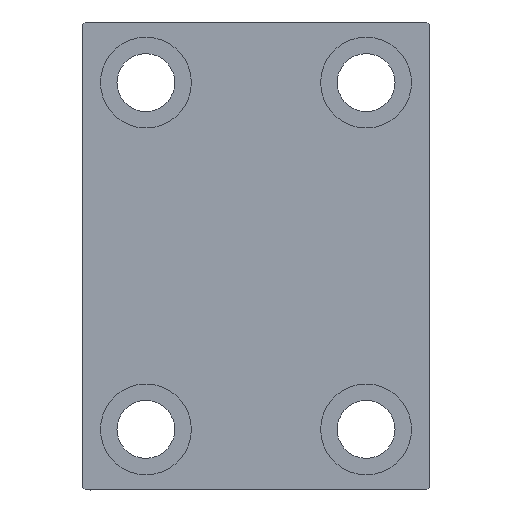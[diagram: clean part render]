
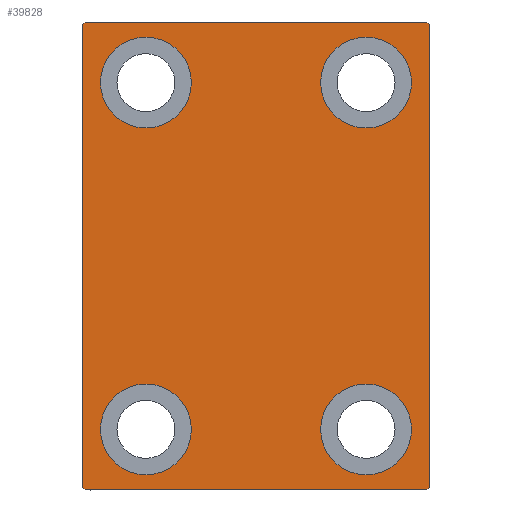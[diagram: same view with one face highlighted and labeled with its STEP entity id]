
A CAD part, left-side view. The second image highlights one B-rep face of the part: STEP entity #39828.
In plain terms, the highlighted face is planar.
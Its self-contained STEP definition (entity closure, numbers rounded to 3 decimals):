
#61 = EDGE_CURVE ( 'NONE', #42008, #33316, #26819, .T. ) ;
#512 = DIRECTION ( 'NONE',  ( 1., 0., 0. ) ) ;
#822 = DIRECTION ( 'NONE',  ( 0., 0., 1. ) ) ;
#1072 = DIRECTION ( 'NONE',  ( 0., -1., 0. ) ) ;
#1088 = ORIENTED_EDGE ( 'NONE', *, *, #44089, .T. ) ;
#1101 = VECTOR ( 'NONE', #1072, 1000. ) ;
#1514 = CARTESIAN_POINT ( 'NONE',  ( 88., 20., -31.5 ) ) ;
#1522 = CIRCLE ( 'NONE', #13049, 8.25 ) ;
#2050 = ORIENTED_EDGE ( 'NONE', *, *, #21975, .T. ) ;
#2668 = CARTESIAN_POINT ( 'NONE',  ( 88., -31.5, -42.5 ) ) ;
#3692 = PLANE ( 'NONE',  #39471 ) ;
#3900 = ORIENTED_EDGE ( 'NONE', *, *, #31346, .T. ) ;
#4620 = CIRCLE ( 'NONE', #18991, 8.25 ) ;
#4713 = CARTESIAN_POINT ( 'NONE',  ( 88., -20., -39.75 ) ) ;
#5442 = CARTESIAN_POINT ( 'NONE',  ( 88., 20., -39.75 ) ) ;
#6827 = ORIENTED_EDGE ( 'NONE', *, *, #33275, .T. ) ;
#7500 = FACE_BOUND ( 'NONE', #37104, .T. ) ;
#7726 = EDGE_CURVE ( 'NONE', #27556, #39546, #39136, .T. ) ;
#8241 = EDGE_CURVE ( 'NONE', #32907, #38940, #41911, .T. ) ;
#8305 = VECTOR ( 'NONE', #25597, 1000. ) ;
#8466 = CARTESIAN_POINT ( 'NONE',  ( 88., -20., -31.5 ) ) ;
#9489 = CARTESIAN_POINT ( 'NONE',  ( 88., -20., -23.25 ) ) ;
#9740 = VERTEX_POINT ( 'NONE', #9489 ) ;
#9916 = CARTESIAN_POINT ( 'NONE',  ( 88., 36.75, -36.75 ) ) ;
#10266 = EDGE_CURVE ( 'NONE', #34567, #15202, #15032, .T. ) ;
#10709 = CIRCLE ( 'NONE', #16456, 8.25 ) ;
#10846 = CARTESIAN_POINT ( 'NONE',  ( 88., 20., 31.5 ) ) ;
#10986 = ORIENTED_EDGE ( 'NONE', *, *, #19374, .T. ) ;
#11028 = CARTESIAN_POINT ( 'NONE',  ( 88., 36.75, 36.75 ) ) ;
#11141 = VERTEX_POINT ( 'NONE', #20881 ) ;
#11669 = CARTESIAN_POINT ( 'NONE',  ( 88., 31.5, 42.5 ) ) ;
#11851 = LINE ( 'NONE', #28988, #8305 ) ;
#12008 = CARTESIAN_POINT ( 'NONE',  ( 88., -20., 31.5 ) ) ;
#12115 = DIRECTION ( 'NONE',  ( 0., 0., 1. ) ) ;
#12422 = VERTEX_POINT ( 'NONE', #23591 ) ;
#13049 = AXIS2_PLACEMENT_3D ( 'NONE', #28814, #42567, #12115 ) ;
#13074 = DIRECTION ( 'NONE',  ( 0., 0., 1. ) ) ;
#13460 = ORIENTED_EDGE ( 'NONE', *, *, #18177, .T. ) ;
#13609 = FACE_BOUND ( 'NONE', #29964, .T. ) ;
#14265 = ORIENTED_EDGE ( 'NONE', *, *, #61, .T. ) ;
#14666 = DIRECTION ( 'NONE',  ( 0., 0., 1. ) ) ;
#15032 = CIRCLE ( 'NONE', #20025, 8.25 ) ;
#15153 = CIRCLE ( 'NONE', #24522, 8.25 ) ;
#15202 = VERTEX_POINT ( 'NONE', #20146 ) ;
#15243 = DIRECTION ( 'NONE',  ( -1., 0., 0. ) ) ;
#15275 = DIRECTION ( 'NONE',  ( -1., 0., 0. ) ) ;
#15412 = ORIENTED_EDGE ( 'NONE', *, *, #25383, .T. ) ;
#15897 = ORIENTED_EDGE ( 'NONE', *, *, #10266, .T. ) ;
#15920 = CARTESIAN_POINT ( 'NONE',  ( 88., 31.5, -42. ) ) ;
#16309 = EDGE_CURVE ( 'NONE', #39205, #27203, #15153, .T. ) ;
#16456 = AXIS2_PLACEMENT_3D ( 'NONE', #1514, #15275, #39398 ) ;
#16622 = LINE ( 'NONE', #31044, #28080 ) ;
#17576 = CARTESIAN_POINT ( 'NONE',  ( 88., 31.5, 42. ) ) ;
#17620 = AXIS2_PLACEMENT_3D ( 'NONE', #12008, #33190, #40413 ) ;
#17791 = ORIENTED_EDGE ( 'NONE', *, *, #41632, .T. ) ;
#18177 = EDGE_CURVE ( 'NONE', #32915, #9740, #1522, .T. ) ;
#18991 = AXIS2_PLACEMENT_3D ( 'NONE', #10846, #27745, #14666 ) ;
#19047 = CARTESIAN_POINT ( 'NONE',  ( 88., 20., 23.25 ) ) ;
#19374 = EDGE_CURVE ( 'NONE', #9740, #32915, #39673, .T. ) ;
#19818 = CARTESIAN_POINT ( 'NONE',  ( 88., 20., 31.5 ) ) ;
#20025 = AXIS2_PLACEMENT_3D ( 'NONE', #42973, #28998, #39380 ) ;
#20146 = CARTESIAN_POINT ( 'NONE',  ( 88., -20., 23.25 ) ) ;
#20234 = AXIS2_PLACEMENT_3D ( 'NONE', #8466, #15243, #822 ) ;
#20881 = CARTESIAN_POINT ( 'NONE',  ( 88., 20., 39.75 ) ) ;
#21251 = CARTESIAN_POINT ( 'NONE',  ( 88., 0., 0. ) ) ;
#21975 = EDGE_CURVE ( 'NONE', #33316, #32907, #22738, .T. ) ;
#21990 = DIRECTION ( 'NONE',  ( 0., 0., 1. ) ) ;
#22738 = LINE ( 'NONE', #33551, #27119 ) ;
#22864 = VECTOR ( 'NONE', #25155, 1000. ) ;
#23512 = EDGE_CURVE ( 'NONE', #11141, #34075, #4620, .T. ) ;
#23591 = CARTESIAN_POINT ( 'NONE',  ( 88., -31., -42.5 ) ) ;
#23624 = CARTESIAN_POINT ( 'NONE',  ( 88., -31.5, -42. ) ) ;
#24522 = AXIS2_PLACEMENT_3D ( 'NONE', #24929, #25367, #21990 ) ;
#24772 = DIRECTION ( 'NONE',  ( 0., -0.707, 0.707 ) ) ;
#24929 = CARTESIAN_POINT ( 'NONE',  ( 88., 20., -31.5 ) ) ;
#25155 = DIRECTION ( 'NONE',  ( 0., 0., -1. ) ) ;
#25367 = DIRECTION ( 'NONE',  ( -1., 0., 0. ) ) ;
#25368 = CARTESIAN_POINT ( 'NONE',  ( 88., -31.5, 42.5 ) ) ;
#25383 = EDGE_CURVE ( 'NONE', #34075, #11141, #38492, .T. ) ;
#25597 = DIRECTION ( 'NONE',  ( 0., 0.707, -0.707 ) ) ;
#25901 = LINE ( 'NONE', #2668, #35929 ) ;
#26496 = CARTESIAN_POINT ( 'NONE',  ( 88., -31., 42.5 ) ) ;
#26819 = LINE ( 'NONE', #9916, #34302 ) ;
#27000 = DIRECTION ( 'NONE',  ( 0., 1., 0. ) ) ;
#27119 = VECTOR ( 'NONE', #36502, 1000. ) ;
#27203 = VERTEX_POINT ( 'NONE', #42869 ) ;
#27556 = VERTEX_POINT ( 'NONE', #35560 ) ;
#27572 = DIRECTION ( 'NONE',  ( 0., 0., -1. ) ) ;
#27745 = DIRECTION ( 'NONE',  ( -1., 0., 0. ) ) ;
#27790 = ORIENTED_EDGE ( 'NONE', *, *, #8241, .T. ) ;
#28080 = VECTOR ( 'NONE', #35313, 1000. ) ;
#28814 = CARTESIAN_POINT ( 'NONE',  ( 88., -20., -31.5 ) ) ;
#28988 = CARTESIAN_POINT ( 'NONE',  ( 88., -36.75, -36.75 ) ) ;
#28998 = DIRECTION ( 'NONE',  ( -1., 0., 0. ) ) ;
#29591 = CARTESIAN_POINT ( 'NONE',  ( 88., 31., 42.5 ) ) ;
#29605 = ORIENTED_EDGE ( 'NONE', *, *, #16309, .T. ) ;
#29964 = EDGE_LOOP ( 'NONE', ( #13460, #10986 ) ) ;
#29997 = ORIENTED_EDGE ( 'NONE', *, *, #7726, .T. ) ;
#30634 = EDGE_CURVE ( 'NONE', #15202, #34567, #39212, .T. ) ;
#30724 = FACE_BOUND ( 'NONE', #40245, .T. ) ;
#31044 = CARTESIAN_POINT ( 'NONE',  ( 88., -36.75, 36.75 ) ) ;
#31346 = EDGE_CURVE ( 'NONE', #38940, #35025, #31961, .T. ) ;
#31397 = FACE_OUTER_BOUND ( 'NONE', #37849, .T. ) ;
#31431 = EDGE_LOOP ( 'NONE', ( #29605, #38639 ) ) ;
#31504 = VECTOR ( 'NONE', #24772, 1000. ) ;
#31961 = LINE ( 'NONE', #11669, #1101 ) ;
#32907 = VERTEX_POINT ( 'NONE', #17576 ) ;
#32915 = VERTEX_POINT ( 'NONE', #4713 ) ;
#33091 = CARTESIAN_POINT ( 'NONE',  ( 88., -20., 39.75 ) ) ;
#33190 = DIRECTION ( 'NONE',  ( -1., 0., 0. ) ) ;
#33275 = EDGE_CURVE ( 'NONE', #39546, #12422, #11851, .T. ) ;
#33316 = VERTEX_POINT ( 'NONE', #15920 ) ;
#33345 = ORIENTED_EDGE ( 'NONE', *, *, #23512, .T. ) ;
#33551 = CARTESIAN_POINT ( 'NONE',  ( 88., 31.5, -42.5 ) ) ;
#34075 = VERTEX_POINT ( 'NONE', #19047 ) ;
#34302 = VECTOR ( 'NONE', #37432, 1000. ) ;
#34567 = VERTEX_POINT ( 'NONE', #33091 ) ;
#35025 = VERTEX_POINT ( 'NONE', #26496 ) ;
#35313 = DIRECTION ( 'NONE',  ( 0., -0.707, -0.707 ) ) ;
#35560 = CARTESIAN_POINT ( 'NONE',  ( 88., -31.5, 42. ) ) ;
#35929 = VECTOR ( 'NONE', #27000, 1000. ) ;
#36324 = AXIS2_PLACEMENT_3D ( 'NONE', #19818, #44391, #13074 ) ;
#36502 = DIRECTION ( 'NONE',  ( 0., 0., 1. ) ) ;
#37104 = EDGE_LOOP ( 'NONE', ( #15412, #33345 ) ) ;
#37432 = DIRECTION ( 'NONE',  ( 0., 0.707, 0.707 ) ) ;
#37849 = EDGE_LOOP ( 'NONE', ( #3900, #1088, #29997, #6827, #17791, #14265, #2050, #27790 ) ) ;
#38400 = FACE_BOUND ( 'NONE', #31431, .T. ) ;
#38402 = CARTESIAN_POINT ( 'NONE',  ( 88., 31., -42.5 ) ) ;
#38492 = CIRCLE ( 'NONE', #36324, 8.25 ) ;
#38639 = ORIENTED_EDGE ( 'NONE', *, *, #40940, .T. ) ;
#38940 = VERTEX_POINT ( 'NONE', #29591 ) ;
#39136 = LINE ( 'NONE', #25368, #22864 ) ;
#39205 = VERTEX_POINT ( 'NONE', #5442 ) ;
#39212 = CIRCLE ( 'NONE', #17620, 8.25 ) ;
#39380 = DIRECTION ( 'NONE',  ( 0., 0., 1. ) ) ;
#39398 = DIRECTION ( 'NONE',  ( 0., 0., 1. ) ) ;
#39471 = AXIS2_PLACEMENT_3D ( 'NONE', #21251, #512, #27572 ) ;
#39546 = VERTEX_POINT ( 'NONE', #23624 ) ;
#39673 = CIRCLE ( 'NONE', #20234, 8.25 ) ;
#39828 = ADVANCED_FACE ( 'NONE', ( #13609, #30724, #7500, #38400, #31397 ), #3692, .T. ) ;
#40245 = EDGE_LOOP ( 'NONE', ( #40641, #15897 ) ) ;
#40413 = DIRECTION ( 'NONE',  ( 0., 0., 1. ) ) ;
#40641 = ORIENTED_EDGE ( 'NONE', *, *, #30634, .T. ) ;
#40940 = EDGE_CURVE ( 'NONE', #27203, #39205, #10709, .T. ) ;
#41632 = EDGE_CURVE ( 'NONE', #12422, #42008, #25901, .T. ) ;
#41911 = LINE ( 'NONE', #11028, #31504 ) ;
#42008 = VERTEX_POINT ( 'NONE', #38402 ) ;
#42567 = DIRECTION ( 'NONE',  ( -1., 0., 0. ) ) ;
#42869 = CARTESIAN_POINT ( 'NONE',  ( 88., 20., -23.25 ) ) ;
#42973 = CARTESIAN_POINT ( 'NONE',  ( 88., -20., 31.5 ) ) ;
#44089 = EDGE_CURVE ( 'NONE', #35025, #27556, #16622, .T. ) ;
#44391 = DIRECTION ( 'NONE',  ( -1., 0., 0. ) ) ;
